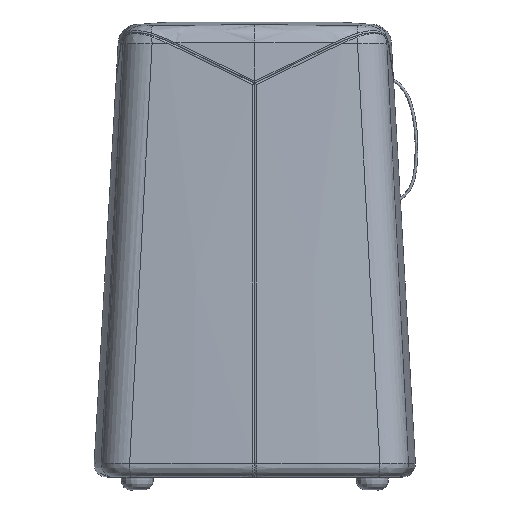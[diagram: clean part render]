
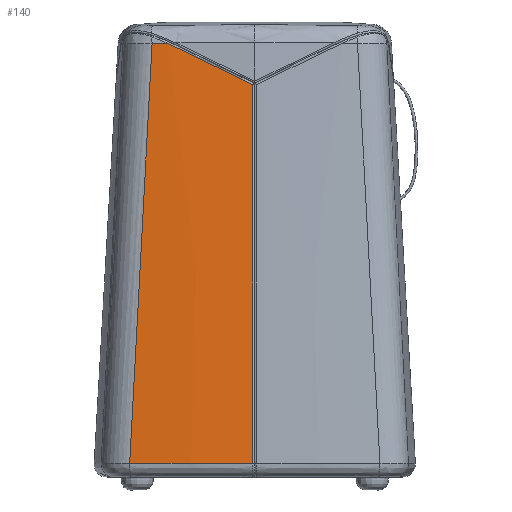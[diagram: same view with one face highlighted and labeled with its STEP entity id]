
A CAD part, left-side view. The second image highlights one B-rep face of the part: STEP entity #140.
In plain terms, the highlighted free-form (B-spline) face has degree [1, 2] with [2, 3] control points.
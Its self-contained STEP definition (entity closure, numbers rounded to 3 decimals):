
#140=ADVANCED_FACE('',(#234),#1458,.T.);
#234=FACE_OUTER_BOUND('',#328,.T.);
#328=EDGE_LOOP('',(#565,#566,#567,#568,#569));
#565=ORIENTED_EDGE('',*,*,#893,.F.);
#566=ORIENTED_EDGE('',*,*,#891,.T.);
#567=ORIENTED_EDGE('',*,*,#912,.F.);
#568=ORIENTED_EDGE('',*,*,#908,.F.);
#569=ORIENTED_EDGE('',*,*,#903,.F.);
#891=EDGE_CURVE('',#1338,#1336,#1090,.T.);
#893=EDGE_CURVE('',#1338,#1342,#1092,.T.);
#903=EDGE_CURVE('',#1342,#1345,#1198,.T.);
#908=EDGE_CURVE('',#1345,#1344,#1203,.T.);
#912=EDGE_CURVE('',#1344,#1336,#1095,.T.);
#1090=(
BOUNDED_CURVE()
B_SPLINE_CURVE(1,(#4187,#4188),.UNSPECIFIED.,.F.,.F.)
B_SPLINE_CURVE_WITH_KNOTS((2,2),(-0.959,-0.03),
 .UNSPECIFIED.)
CURVE()
GEOMETRIC_REPRESENTATION_ITEM()
RATIONAL_B_SPLINE_CURVE((1.,1.))
REPRESENTATION_ITEM('')
);
#1092=(
BOUNDED_CURVE()
B_SPLINE_CURVE(3,(#4193,#4194,#4195,#4196),.UNSPECIFIED.,.F.,.F.)
B_SPLINE_CURVE_WITH_KNOTS((4,4),(-310.784,-287.71),
 .UNSPECIFIED.)
CURVE()
GEOMETRIC_REPRESENTATION_ITEM()
RATIONAL_B_SPLINE_CURVE((1.,1.,1.,1.))
REPRESENTATION_ITEM('')
);
#1095=(
BOUNDED_CURVE()
B_SPLINE_CURVE(3,(#4374,#4375,#4376,#4377),.UNSPECIFIED.,.F.,.F.)
B_SPLINE_CURVE_WITH_KNOTS((4,4),(195.976,385.03),
 .UNSPECIFIED.)
CURVE()
GEOMETRIC_REPRESENTATION_ITEM()
RATIONAL_B_SPLINE_CURVE((1.,1.,1.,1.))
REPRESENTATION_ITEM('')
);
#1198=B_SPLINE_CURVE_WITH_KNOTS('',3,(#4314,#4315,#4316,#4317,#4318,#4319,
#4320,#4321,#4322,#4323,#4324,#4325,#4326),.UNSPECIFIED.,.F.,.F.,(4,1,1,
1,2,2,2,4),(263.452,265.581,269.523,273.465,
287.447,305.371,341.218,411.066),
 .UNSPECIFIED.);
#1203=B_SPLINE_CURVE_WITH_KNOTS('',3,(#4357,#4358,#4359,#4360,#4361),
 .UNSPECIFIED.,.F.,.F.,(4,1,4),(-618.9,-34.795,-30.929),
 .UNSPECIFIED.);
#1336=VERTEX_POINT('',#4107);
#1338=VERTEX_POINT('',#4109);
#1342=VERTEX_POINT('',#4113);
#1344=VERTEX_POINT('',#4115);
#1345=VERTEX_POINT('',#4116);
#1458=(
BOUNDED_SURFACE()
B_SPLINE_SURFACE(1,2,((#3821,#3822,#3823),(#3824,#3825,#3826)),
 .UNSPECIFIED.,.F.,.F.,.F.)
B_SPLINE_SURFACE_WITH_KNOTS((2,2),(3,3),(0.,701.936),(0.,392.404),
 .UNSPECIFIED.)
GEOMETRIC_REPRESENTATION_ITEM()
RATIONAL_B_SPLINE_SURFACE(((1.,0.994,1.),(1.,0.996,
1.)))
REPRESENTATION_ITEM('')
SURFACE()
);
#3821=CARTESIAN_POINT('',(-239.074,-194.973,20.));
#3822=CARTESIAN_POINT('',(-260.995,0.,20.));
#3823=CARTESIAN_POINT('',(-239.074,194.973,20.));
#3824=CARTESIAN_POINT('',(-202.81,-157.571,720.));
#3825=CARTESIAN_POINT('',(-217.22,0.,720.));
#3826=CARTESIAN_POINT('',(-202.81,157.571,720.));
#4107=CARTESIAN_POINT('',(-237.979,193.843,41.147));
#4109=CARTESIAN_POINT('',(-204.303,159.111,691.178));
#4113=CARTESIAN_POINT('',(-206.245,135.736,692.234));
#4115=CARTESIAN_POINT('',(-248.789,3.,41.141));
#4116=CARTESIAN_POINT('',(-215.246,3.,628.155));
#4187=CARTESIAN_POINT('',(-204.303,159.111,691.178));
#4188=CARTESIAN_POINT('',(-237.979,193.843,41.147));
#4193=CARTESIAN_POINT('',(-204.303,159.111,691.178));
#4194=CARTESIAN_POINT('',(-204.996,151.329,691.649));
#4195=CARTESIAN_POINT('',(-205.644,143.536,691.987));
#4196=CARTESIAN_POINT('',(-206.245,135.736,692.234));
#4314=CARTESIAN_POINT('',(-206.245,135.736,692.234));
#4315=CARTESIAN_POINT('',(-206.314,135.084,691.943));
#4316=CARTESIAN_POINT('',(-206.504,133.227,691.109));
#4317=CARTESIAN_POINT('',(-206.821,130.16,689.697));
#4318=CARTESIAN_POINT('',(-207.483,123.587,686.658));
#4319=CARTESIAN_POINT('',(-208.005,118.195,684.12));
#4320=CARTESIAN_POINT('',(-208.896,108.607,679.604));
#4321=CARTESIAN_POINT('',(-209.372,103.222,677.058));
#4322=CARTESIAN_POINT('',(-210.726,87.074,669.393));
#4323=CARTESIAN_POINT('',(-211.53,76.322,664.237));
#4324=CARTESIAN_POINT('',(-213.611,44.664,648.903));
#4325=CARTESIAN_POINT('',(-214.612,23.798,638.608));
#4326=CARTESIAN_POINT('',(-215.246,3.,628.155));
#4357=CARTESIAN_POINT('',(-215.246,3.,628.155));
#4358=CARTESIAN_POINT('',(-226.363,3.,433.874));
#4359=CARTESIAN_POINT('',(-237.49,3.,238.151));
#4360=CARTESIAN_POINT('',(-248.763,3.,42.474));
#4361=CARTESIAN_POINT('',(-248.789,3.,41.141));
#4374=CARTESIAN_POINT('',(-248.789,3.,41.141));
#4375=CARTESIAN_POINT('',(-248.679,66.748,41.141));
#4376=CARTESIAN_POINT('',(-245.075,130.491,41.143));
#4377=CARTESIAN_POINT('',(-237.979,193.843,41.147));
